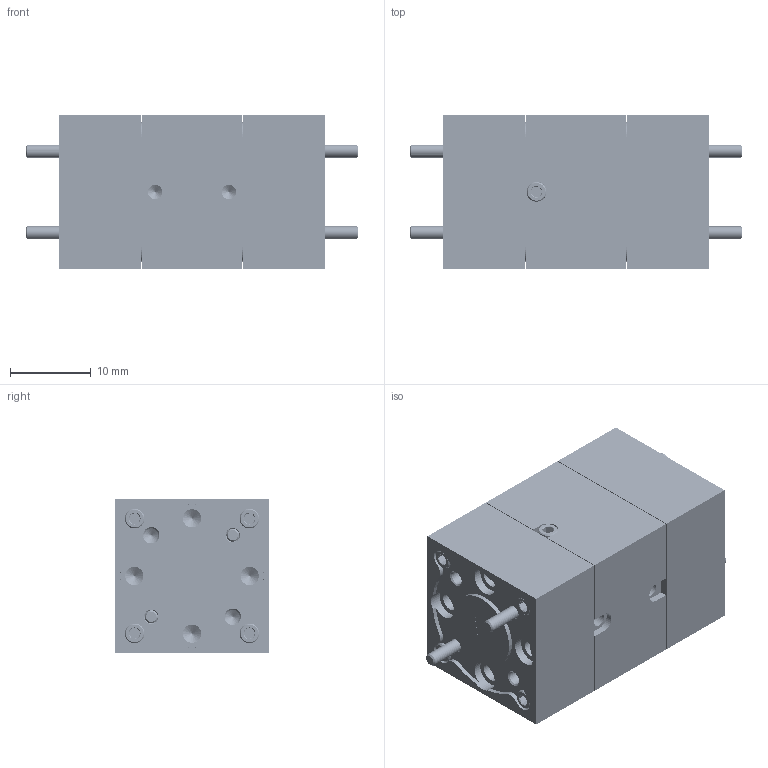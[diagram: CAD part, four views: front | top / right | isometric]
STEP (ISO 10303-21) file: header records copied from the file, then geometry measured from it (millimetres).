
FILE_DESCRIPTION (( 'STEP AP203' ), '1' );
FILE_NAME ('STF-15-S1-C.STEP', '2018-10-17T22:29:20', ( '' ), ( '' ), 'SwSTEP 2.0', 'SolidWorks 2016', '' );
FILE_SCHEMA (( 'CONFIG_CONTROL_DESIGN' ));
Products named in the file (1): STF-15-S1-C
Bounding box: 41.15 x 19.05 x 19.05 mm (x, y, z)
Volume: 10072.2 mm3; surface area: 8683.1 mm2
Topology: 17 solids, 17 shells, 1729 faces, 4801 edges, 3112 vertices
Faces by surface type: cylinder 1335, plane 191, cone 185, bspline 18
Entity records: 81194 total; most frequent: CARTESIAN_POINT 43770, ORIENTED_EDGE 9530, DIRECTION 6355, EDGE_CURVE 4765, VERTEX_POINT 3112, AXIS2_PLACEMENT_3D 2297, EDGE_LOOP 1793, VECTOR 1761
